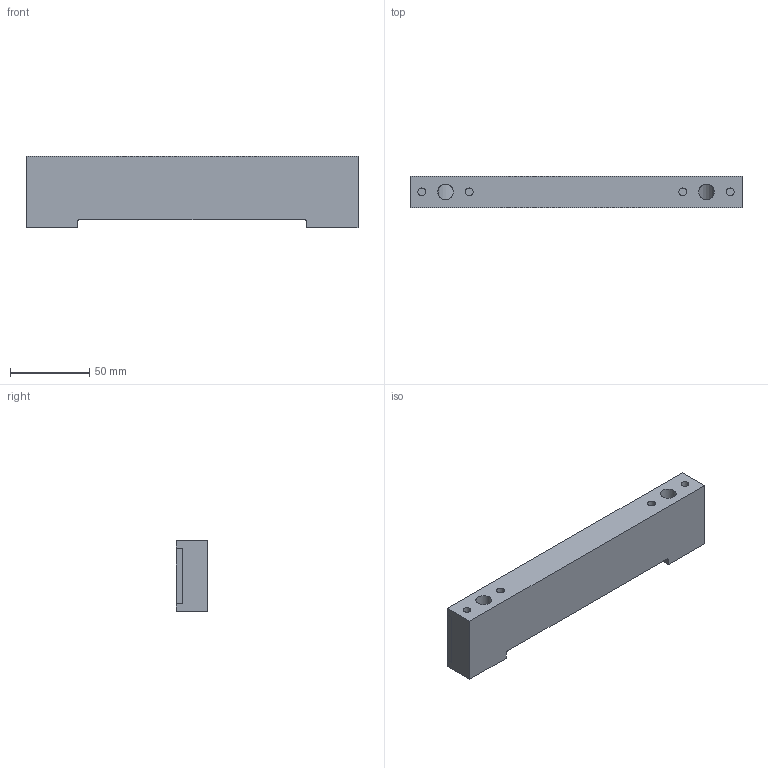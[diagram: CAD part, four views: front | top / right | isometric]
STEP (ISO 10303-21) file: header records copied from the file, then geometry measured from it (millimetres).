
FILE_DESCRIPTION(('FreeCAD Model'),'2;1');
FILE_NAME('heatsink.step','2016-12-24T00:45:57',(''),(''), 'Open CASCADE STEP processor 6.8','FreeCAD','Unknown');
FILE_SCHEMA(('AUTOMOTIVE_DESIGN_CC2 { 1 2 10303 214 -1 1 5 4 }'));
Length unit declared in the file: millimetre
Products named in the file (2): ASSEMBLY; Compound001
Assembly tree (1 placements, depth 2):
  ASSEMBLY
    Compound001
Bounding box: 210 x 20 x 45 mm (x, y, z)
Volume: 130630 mm3; surface area: 50765.7 mm2
Topology: 2 solids, 2 shells, 105 faces, 271 edges, 180 vertices
Faces by surface type: plane 64, cylinder 33, cone 8
Full cylindrical faces by diameter (mm): 3 x3, 3.75 x2, 5 x4, 5.5 x4, 10 x2
Entity records: 7628 total; most frequent: CARTESIAN_POINT 2222, DIRECTION 981, LINE 555, VECTOR 555, ORIENTED_EDGE 542, PCURVE 542, DEFINITIONAL_REPRESENTATION 542, EDGE_CURVE 271
